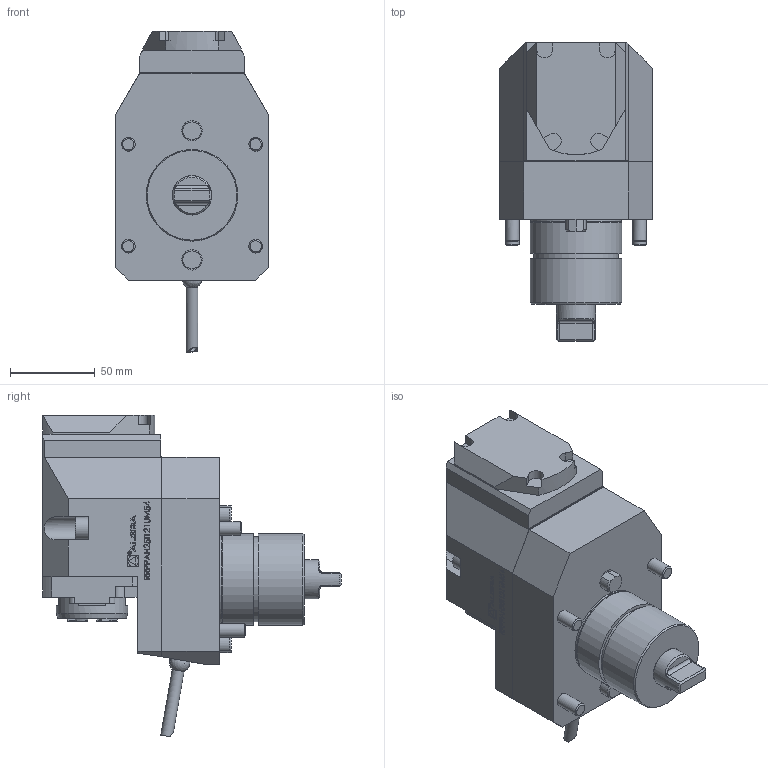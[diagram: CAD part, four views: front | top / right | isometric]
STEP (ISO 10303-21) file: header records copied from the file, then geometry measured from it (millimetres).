
FILE_DESCRIPTION (( 'STEP AP214' ), '1' );
FILE_NAME ('RRPPAH25I121UM54.STEP', '2025-07-15T14:46:43', ( '' ), ( '' ), 'SwSTEP 2.0', 'SolidWorks 2023', '' );
FILE_SCHEMA (( 'AUTOMOTIVE_DESIGN' ));
Length unit declared in the file: millimetre
Products named in the file (1): RRPPAH25I121UM54
Bounding box: 90 x 175.7 x 189.11 mm (x, y, z)
Volume: 1091200.5 mm3; surface area: 80721.4 mm2
Topology: 1 solids, 1 shells, 574 faces, 1504 edges, 995 vertices
Faces by surface type: plane 375, cylinder 98, bspline 78, cone 19, torus 3, sphere 1
Full cylindrical faces by diameter (mm): 1.7 x1, 2.1 x1, 4 x1, 6.366 x1, 7 x1, 8 x4, 13 x2, 23 x1, 42 x1, 49.9 x1, 53.6 x1, 54 x2
Entity records: 25485 total; most frequent: CARTESIAN_POINT 8482, ORIENTED_EDGE 2914, DIRECTION 2466, EDGE_CURVE 1457, LINE 1028, VECTOR 1028, VERTEX_POINT 979, AXIS2_PLACEMENT_3D 719
